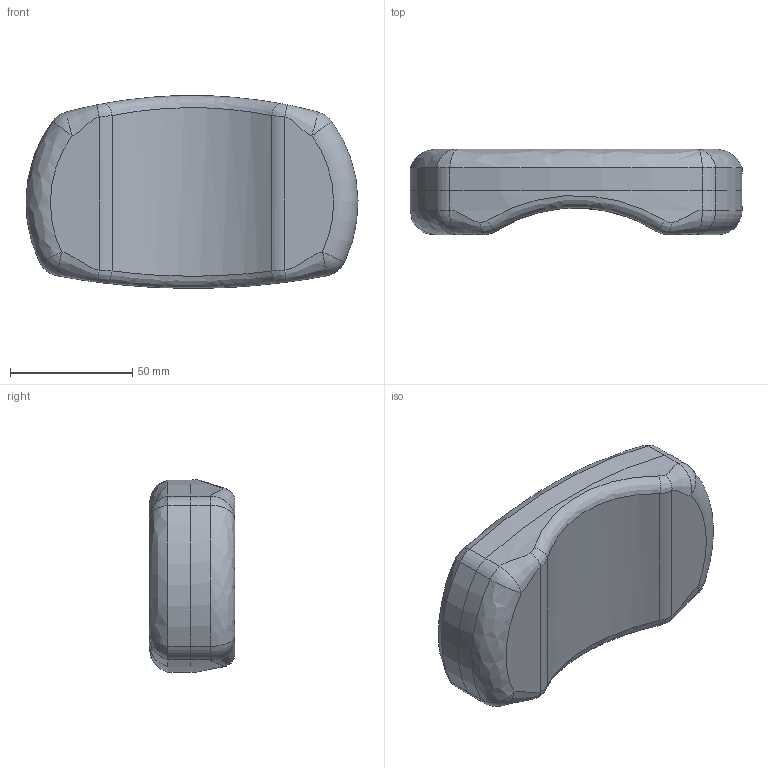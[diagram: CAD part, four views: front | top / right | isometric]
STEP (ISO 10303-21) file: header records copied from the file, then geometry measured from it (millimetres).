
FILE_DESCRIPTION (( 'STEP AP214' ), '1' );
FILE_NAME ('150429_manette dOry.STEP', '2015-04-29T19:12:38', ( '' ), ( '' ), 'SwSTEP 2.0', 'SolidWorks 2014', '' );
FILE_SCHEMA (( 'AUTOMOTIVE_DESIGN' ));
Length unit declared in the file: millimetre
Products named in the file (1): 150429_manette dOry
Bounding box: 135.99 x 35 x 78.94 mm (x, y, z)
Volume: 54121.7 mm3; surface area: 55560 mm2
Topology: 2 solids, 2 shells, 100 faces, 230 edges, 128 vertices
Faces by surface type: cylinder 42, bspline 40, plane 8, sphere 8, torus 2
Entity records: 15513 total; most frequent: CARTESIAN_POINT 13574, ORIENTED_EDGE 444, DIRECTION 320, EDGE_CURVE 222, AXIS2_PLACEMENT_3D 138, VERTEX_POINT 128, EDGE_LOOP 102, ADVANCED_FACE 100
